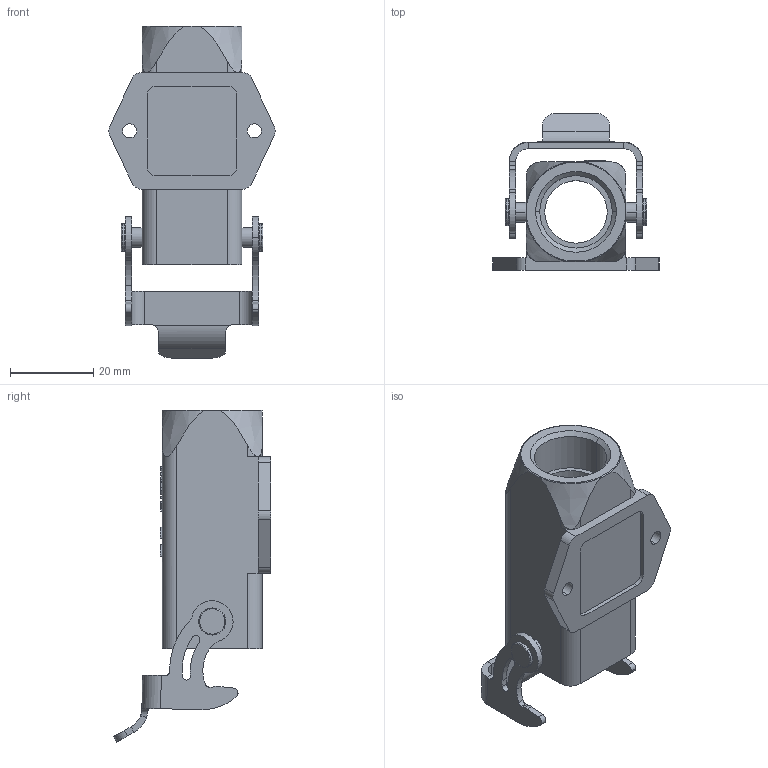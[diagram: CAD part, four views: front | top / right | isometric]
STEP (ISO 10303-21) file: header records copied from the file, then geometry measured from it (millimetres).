
FILE_DESCRIPTION((''),'2;1');
FILE_NAME('H3A-SF-1L_W-PG11_V1_0','2024-01-02T',('lj.zou'),(''),'PRO/ENGINEER BY PARAMETRIC TECHNOLOGY CORPORATION, 2012480','PRO/ENGINEER BY PARAMETRIC TECHNOLOGY CORPORATION, 2012480','');
FILE_SCHEMA(('CONFIG_CONTROL_DESIGN'));
Length unit declared in the file: millimetre
Products named in the file (1): H3A-SF-1L_W-PG11_V1_0
Bounding box: 39.98 x 37.75 x 79.75 mm (x, y, z)
Volume: 13351 mm3; surface area: 13608.7 mm2
Topology: 1 solids, 1 shells, 275 faces, 732 edges, 474 vertices
Faces by surface type: plane 119, cylinder 114, cone 24, torus 12, bspline 6
Entity records: 9043 total; most frequent: CARTESIAN_POINT 2022, DIRECTION 1478, ORIENTED_EDGE 1456, EDGE_CURVE 728, AXIS2_PLACEMENT_3D 533, VERTEX_POINT 474, VECTOR 412, LINE 412
